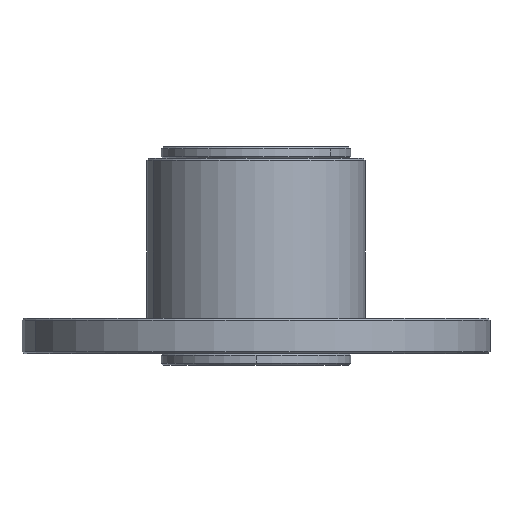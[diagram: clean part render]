
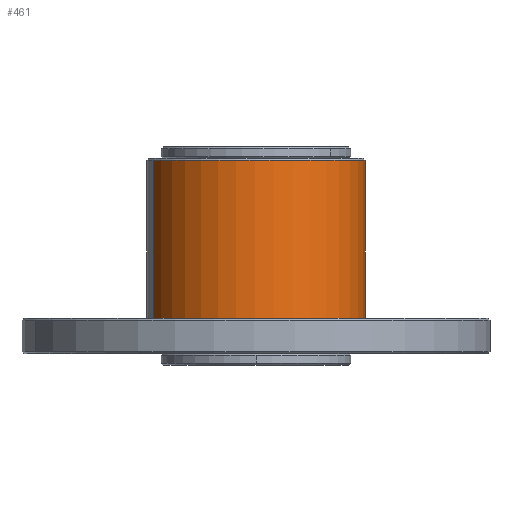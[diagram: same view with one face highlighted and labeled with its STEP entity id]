
A CAD part, left-side view. The second image highlights one B-rep face of the part: STEP entity #461.
In plain terms, the highlighted cylindrical face has radius 14.224 mm (diameter 28.448 mm), a partial arc.
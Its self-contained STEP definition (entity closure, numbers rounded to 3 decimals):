
#9 = LINE ( 'NONE', #627, #892 ) ;
#11 = ORIENTED_EDGE ( 'NONE', *, *, #1399, .T. ) ;
#46 = CARTESIAN_POINT ( 'NONE',  ( 14.224, 0., 4.572 ) ) ;
#86 = AXIS2_PLACEMENT_3D ( 'NONE', #1423, #1565, #1416 ) ;
#217 = AXIS2_PLACEMENT_3D ( 'NONE', #716, #347, #1426 ) ;
#235 = ORIENTED_EDGE ( 'NONE', *, *, #1351, .T. ) ;
#238 = VERTEX_POINT ( 'NONE', #46 ) ;
#243 = CARTESIAN_POINT ( 'NONE',  ( 0., 0., 25.146 ) ) ;
#331 = CYLINDRICAL_SURFACE ( 'NONE', #217, 14.224 ) ;
#347 = DIRECTION ( 'NONE',  ( 0., 0., -1. ) ) ;
#360 = CIRCLE ( 'NONE', #740, 14.224 ) ;
#396 = CARTESIAN_POINT ( 'NONE',  ( -14.224, 0., 25.146 ) ) ;
#450 = ORIENTED_EDGE ( 'NONE', *, *, #1324, .F. ) ;
#461 = ADVANCED_FACE ( 'NONE', ( #1372 ), #331, .T. ) ;
#563 = CIRCLE ( 'NONE', #86, 14.224 ) ;
#627 = CARTESIAN_POINT ( 'NONE',  ( 14.224, 0., 0. ) ) ;
#703 = VERTEX_POINT ( 'NONE', #749 ) ;
#716 = CARTESIAN_POINT ( 'NONE',  ( 0., 0., 0. ) ) ;
#740 = AXIS2_PLACEMENT_3D ( 'NONE', #243, #1178, #1255 ) ;
#749 = CARTESIAN_POINT ( 'NONE',  ( 14.224, 0., 25.146 ) ) ;
#824 = VERTEX_POINT ( 'NONE', #396 ) ;
#853 = VECTOR ( 'NONE', #1032, 1000. ) ;
#892 = VECTOR ( 'NONE', #1690, 1000. ) ;
#1032 = DIRECTION ( 'NONE',  ( 0., 0., -1. ) ) ;
#1043 = VERTEX_POINT ( 'NONE', #1482 ) ;
#1085 = ORIENTED_EDGE ( 'NONE', *, *, #1521, .F. ) ;
#1178 = DIRECTION ( 'NONE',  ( 0., 0., -1. ) ) ;
#1255 = DIRECTION ( 'NONE',  ( -1., 0., 0. ) ) ;
#1324 = EDGE_CURVE ( 'NONE', #238, #1043, #563, .T. ) ;
#1351 = EDGE_CURVE ( 'NONE', #703, #824, #360, .T. ) ;
#1372 = FACE_OUTER_BOUND ( 'NONE', #1531, .T. ) ;
#1399 = EDGE_CURVE ( 'NONE', #824, #1043, #1471, .T. ) ;
#1416 = DIRECTION ( 'NONE',  ( -1., 0., 0. ) ) ;
#1423 = CARTESIAN_POINT ( 'NONE',  ( 0., 0., 4.572 ) ) ;
#1426 = DIRECTION ( 'NONE',  ( -1., 0., 0. ) ) ;
#1430 = CARTESIAN_POINT ( 'NONE',  ( -14.224, 0., 0. ) ) ;
#1471 = LINE ( 'NONE', #1430, #853 ) ;
#1482 = CARTESIAN_POINT ( 'NONE',  ( -14.224, 0., 4.572 ) ) ;
#1521 = EDGE_CURVE ( 'NONE', #703, #238, #9, .T. ) ;
#1531 = EDGE_LOOP ( 'NONE', ( #1085, #235, #11, #450 ) ) ;
#1565 = DIRECTION ( 'NONE',  ( 0., 0., -1. ) ) ;
#1690 = DIRECTION ( 'NONE',  ( 0., 0., -1. ) ) ;
